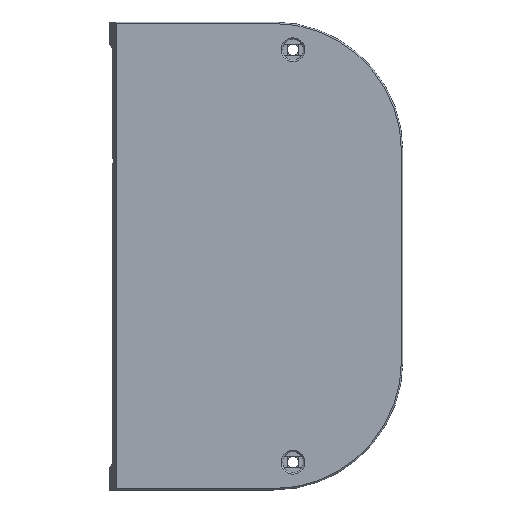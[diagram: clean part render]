
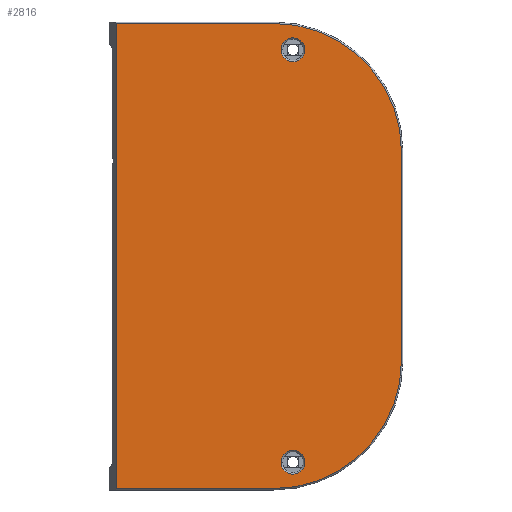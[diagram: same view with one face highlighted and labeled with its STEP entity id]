
A CAD part, front view. The second image highlights one B-rep face of the part: STEP entity #2816.
In plain terms, the highlighted planar face has unit normal (0, -1, 0).
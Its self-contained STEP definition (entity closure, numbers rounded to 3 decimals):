
#64 = DIRECTION ( 'NONE',  ( 1., 0., 0. ) ) ;
#130 = CARTESIAN_POINT ( 'NONE',  ( 270.5, 0., -129. ) ) ;
#135 = VECTOR ( 'NONE', #1347, 1000. ) ;
#149 = FACE_BOUND ( 'NONE', #2687, .T. ) ;
#170 = VERTEX_POINT ( 'NONE', #277 ) ;
#171 = AXIS2_PLACEMENT_3D ( 'NONE', #2940, #2458, #1260 ) ;
#191 = VERTEX_POINT ( 'NONE', #2401 ) ;
#250 = EDGE_LOOP ( 'NONE', ( #2067, #1824, #2116, #842, #888, #2536 ) ) ;
#277 = CARTESIAN_POINT ( 'NONE',  ( 220., 0., -3.46 ) ) ;
#283 = EDGE_CURVE ( 'NONE', #740, #367, #474, .T. ) ;
#296 = EDGE_CURVE ( 'NONE', #367, #740, #326, .T. ) ;
#326 = CIRCLE ( 'NONE', #2265, 3.4 ) ;
#360 = DIRECTION ( 'NONE',  ( 0., 0., 1. ) ) ;
#367 = VERTEX_POINT ( 'NONE', #686 ) ;
#421 = VERTEX_POINT ( 'NONE', #443 ) ;
#443 = CARTESIAN_POINT ( 'NONE',  ( 265., 0., -136.54 ) ) ;
#474 = CIRCLE ( 'NONE', #171, 3.4 ) ;
#502 = CARTESIAN_POINT ( 'NONE',  ( 265., 0., -3.46 ) ) ;
#556 = LINE ( 'NONE', #1465, #1054 ) ;
#618 = CIRCLE ( 'NONE', #1893, 36.54 ) ;
#638 = DIRECTION ( 'NONE',  ( 0., 1., 0. ) ) ;
#652 = DIRECTION ( 'NONE',  ( 0., 0., 1. ) ) ;
#657 = ORIENTED_EDGE ( 'NONE', *, *, #283, .T. ) ;
#686 = CARTESIAN_POINT ( 'NONE',  ( 270.5, 0., -132.4 ) ) ;
#717 = CARTESIAN_POINT ( 'NONE',  ( 265., 0., -100. ) ) ;
#723 = VERTEX_POINT ( 'NONE', #1270 ) ;
#740 = VERTEX_POINT ( 'NONE', #1592 ) ;
#789 = LINE ( 'NONE', #2156, #1006 ) ;
#842 = ORIENTED_EDGE ( 'NONE', *, *, #2481, .T. ) ;
#844 = CARTESIAN_POINT ( 'NONE',  ( 270.5, 0., -7.6 ) ) ;
#867 = VECTOR ( 'NONE', #1082, 1000. ) ;
#888 = ORIENTED_EDGE ( 'NONE', *, *, #1338, .T. ) ;
#1006 = VECTOR ( 'NONE', #64, 1000. ) ;
#1021 = CIRCLE ( 'NONE', #2910, 36.54 ) ;
#1054 = VECTOR ( 'NONE', #1477, 1000. ) ;
#1082 = DIRECTION ( 'NONE',  ( 0., 0., 1. ) ) ;
#1109 = ORIENTED_EDGE ( 'NONE', *, *, #1399, .T. ) ;
#1117 = AXIS2_PLACEMENT_3D ( 'NONE', #2733, #638, #1802 ) ;
#1260 = DIRECTION ( 'NONE',  ( 0., 0., 1. ) ) ;
#1268 = CARTESIAN_POINT ( 'NONE',  ( 270.5, 0., -14.4 ) ) ;
#1270 = CARTESIAN_POINT ( 'NONE',  ( 301.54, 0., -40. ) ) ;
#1338 = EDGE_CURVE ( 'NONE', #723, #2272, #618, .T. ) ;
#1347 = DIRECTION ( 'NONE',  ( -1., 0., 0. ) ) ;
#1371 = EDGE_CURVE ( 'NONE', #170, #191, #556, .T. ) ;
#1399 = EDGE_CURVE ( 'NONE', #2347, #1516, #2320, .T. ) ;
#1465 = CARTESIAN_POINT ( 'NONE',  ( 220., 0., 0. ) ) ;
#1477 = DIRECTION ( 'NONE',  ( 0., 0., -1. ) ) ;
#1491 = DIRECTION ( 'NONE',  ( 0., 1., 0. ) ) ;
#1501 = EDGE_CURVE ( 'NONE', #191, #421, #789, .T. ) ;
#1516 = VERTEX_POINT ( 'NONE', #844 ) ;
#1522 = DIRECTION ( 'NONE',  ( 0., 1., 0. ) ) ;
#1579 = LINE ( 'NONE', #2498, #135 ) ;
#1592 = CARTESIAN_POINT ( 'NONE',  ( 270.5, 0., -125.6 ) ) ;
#1633 = ORIENTED_EDGE ( 'NONE', *, *, #296, .T. ) ;
#1802 = DIRECTION ( 'NONE',  ( 0., 0., 1. ) ) ;
#1814 = FACE_OUTER_BOUND ( 'NONE', #250, .T. ) ;
#1824 = ORIENTED_EDGE ( 'NONE', *, *, #1501, .T. ) ;
#1868 = CARTESIAN_POINT ( 'NONE',  ( 265., 0., -40. ) ) ;
#1893 = AXIS2_PLACEMENT_3D ( 'NONE', #1868, #2785, #2331 ) ;
#1917 = EDGE_CURVE ( 'NONE', #1516, #2347, #2811, .T. ) ;
#1953 = CARTESIAN_POINT ( 'NONE',  ( 270.5, 0., -11. ) ) ;
#1984 = AXIS2_PLACEMENT_3D ( 'NONE', #1953, #1491, #2616 ) ;
#2019 = DIRECTION ( 'NONE',  ( 0., 1., 0. ) ) ;
#2042 = FACE_BOUND ( 'NONE', #2428, .T. ) ;
#2067 = ORIENTED_EDGE ( 'NONE', *, *, #1371, .T. ) ;
#2116 = ORIENTED_EDGE ( 'NONE', *, *, #2859, .T. ) ;
#2151 = EDGE_CURVE ( 'NONE', #2272, #170, #1579, .T. ) ;
#2156 = CARTESIAN_POINT ( 'NONE',  ( 0., 0., -136.54 ) ) ;
#2220 = DIRECTION ( 'NONE',  ( 0., 0., 1. ) ) ;
#2263 = PLANE ( 'NONE',  #1117 ) ;
#2265 = AXIS2_PLACEMENT_3D ( 'NONE', #130, #1522, #2220 ) ;
#2272 = VERTEX_POINT ( 'NONE', #502 ) ;
#2284 = DIRECTION ( 'NONE',  ( 0., -1., 0. ) ) ;
#2320 = CIRCLE ( 'NONE', #1984, 3.4 ) ;
#2331 = DIRECTION ( 'NONE',  ( 0., 0., 1. ) ) ;
#2347 = VERTEX_POINT ( 'NONE', #1268 ) ;
#2401 = CARTESIAN_POINT ( 'NONE',  ( 220., 0., -136.54 ) ) ;
#2428 = EDGE_LOOP ( 'NONE', ( #1109, #2594 ) ) ;
#2440 = CARTESIAN_POINT ( 'NONE',  ( 270.5, 0., -11. ) ) ;
#2458 = DIRECTION ( 'NONE',  ( 0., 1., 0. ) ) ;
#2468 = AXIS2_PLACEMENT_3D ( 'NONE', #2440, #2019, #360 ) ;
#2481 = EDGE_CURVE ( 'NONE', #2532, #723, #2757, .T. ) ;
#2498 = CARTESIAN_POINT ( 'NONE',  ( 0., 0., -3.46 ) ) ;
#2532 = VERTEX_POINT ( 'NONE', #2967 ) ;
#2536 = ORIENTED_EDGE ( 'NONE', *, *, #2151, .T. ) ;
#2594 = ORIENTED_EDGE ( 'NONE', *, *, #1917, .T. ) ;
#2616 = DIRECTION ( 'NONE',  ( 0., 0., 1. ) ) ;
#2687 = EDGE_LOOP ( 'NONE', ( #1633, #657 ) ) ;
#2712 = CARTESIAN_POINT ( 'NONE',  ( 301.54, 0., 0. ) ) ;
#2733 = CARTESIAN_POINT ( 'NONE',  ( 0., 0., 0. ) ) ;
#2757 = LINE ( 'NONE', #2712, #867 ) ;
#2785 = DIRECTION ( 'NONE',  ( 0., -1., 0. ) ) ;
#2811 = CIRCLE ( 'NONE', #2468, 3.4 ) ;
#2816 = ADVANCED_FACE ( 'NONE', ( #2042, #149, #1814 ), #2263, .F. ) ;
#2859 = EDGE_CURVE ( 'NONE', #421, #2532, #1021, .T. ) ;
#2910 = AXIS2_PLACEMENT_3D ( 'NONE', #717, #2284, #652 ) ;
#2940 = CARTESIAN_POINT ( 'NONE',  ( 270.5, 0., -129. ) ) ;
#2967 = CARTESIAN_POINT ( 'NONE',  ( 301.54, 0., -100. ) ) ;
